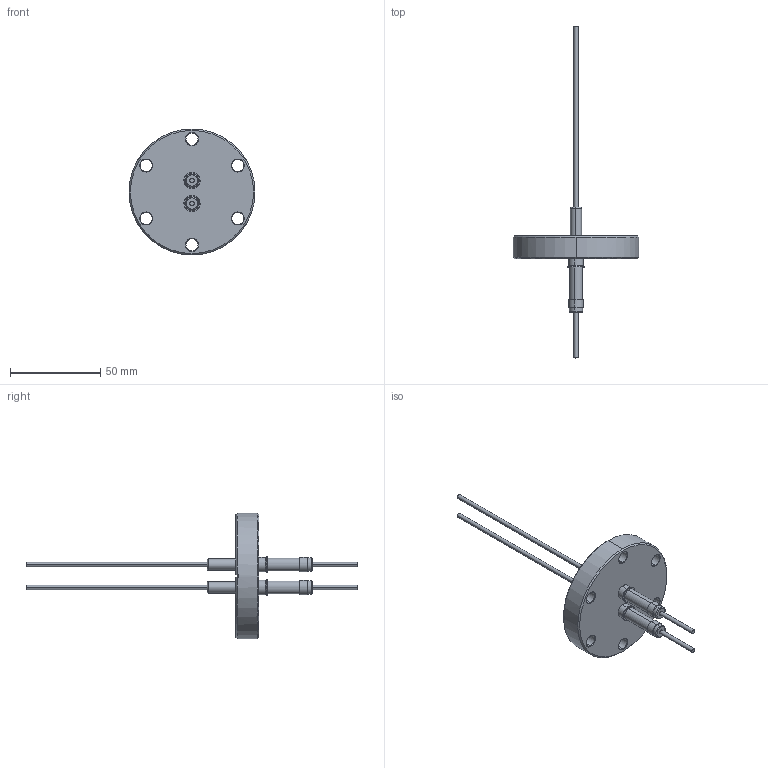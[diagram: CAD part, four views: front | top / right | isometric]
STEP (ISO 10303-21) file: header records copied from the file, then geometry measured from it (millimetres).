
FILE_DESCRIPTION (( 'STEP AP203' ), '1' );
FILE_NAME ('A0044-3-CF.STEP', '2019-10-23T13:46:11', ( '' ), ( '' ), 'SwSTEP 2.0', 'SolidWorks 2019', '' );
FILE_SCHEMA (( 'CONFIG_CONTROL_DESIGN' ));
Length unit declared in the file: inch
Products named in the file (1): A0044-3-CF
Bounding box: 69.85 x 184.15 x 69.85 mm (x, y, z)
Volume: 40137.6 mm3; surface area: 17118 mm2
Topology: 1 solids, 1 shells, 134 faces, 290 edges, 175 vertices
Faces by surface type: cylinder 60, cone 39, plane 27, torus 8
Entity records: 3774 total; most frequent: DIRECTION 729, CARTESIAN_POINT 612, ORIENTED_EDGE 580, AXIS2_PLACEMENT_3D 308, EDGE_CURVE 290, VERTEX_POINT 175, CIRCLE 173, EDGE_LOOP 163
